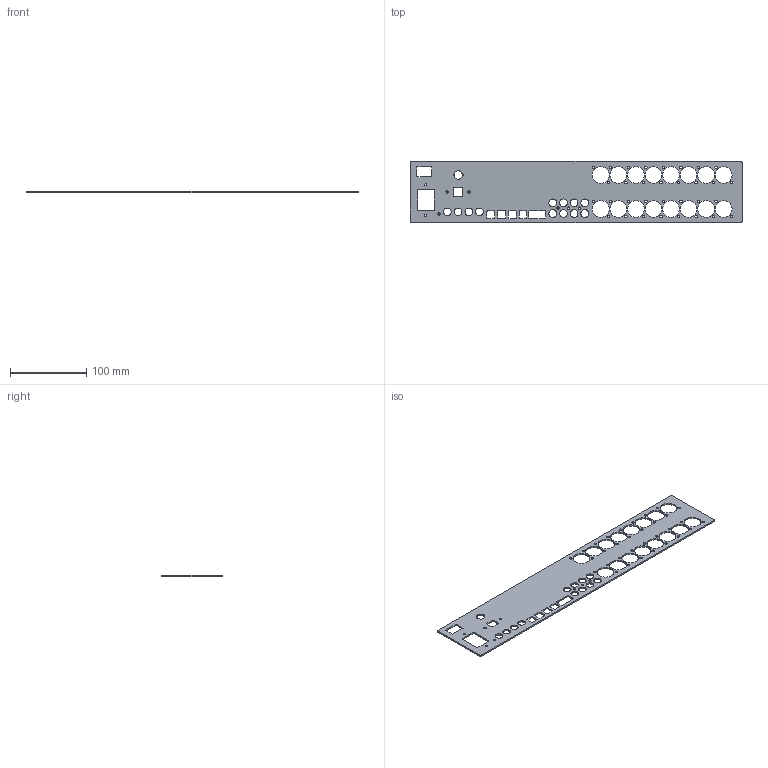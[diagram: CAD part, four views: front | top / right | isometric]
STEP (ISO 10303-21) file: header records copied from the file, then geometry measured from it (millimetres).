
FILE_DESCRIPTION(('STEP AP214'),'1');
FILE_NAME('Panel-B+Kalt.stp','2020-02-19T05:06:52',(' '),(' '),'Spatial InterOp 3D',' ',' ');
FILE_SCHEMA(('AUTOMOTIVE_DESIGN { 1 0 10303 214 1 1 1 1 }'));
Length unit declared in the file: metre
Products named in the file (1): 1582088719
Bounding box: 435 x 80 x 2 mm (x, y, z)
Volume: 51321.8 mm3; surface area: 58096 mm2
Topology: 1 solids, 1 shells, 154 faces, 522 edges, 370 vertices
Faces by surface type: cylinder 106, plane 48
Full cylindrical faces by diameter (mm): 3 x2, 3.2 x38, 10 x4, 10.2 x8, 22 x16
Entity records: 6567 total; most frequent: CARTESIAN_POINT 981, DIRECTION 886, ORIENTED_EDGE 776, EDGE_CURVE 388, EDGE_LOOP 376, AXIS2_PLACEMENT_3D 355, VERTEX_POINT 304, FACE_OUTER_BOUND 222
